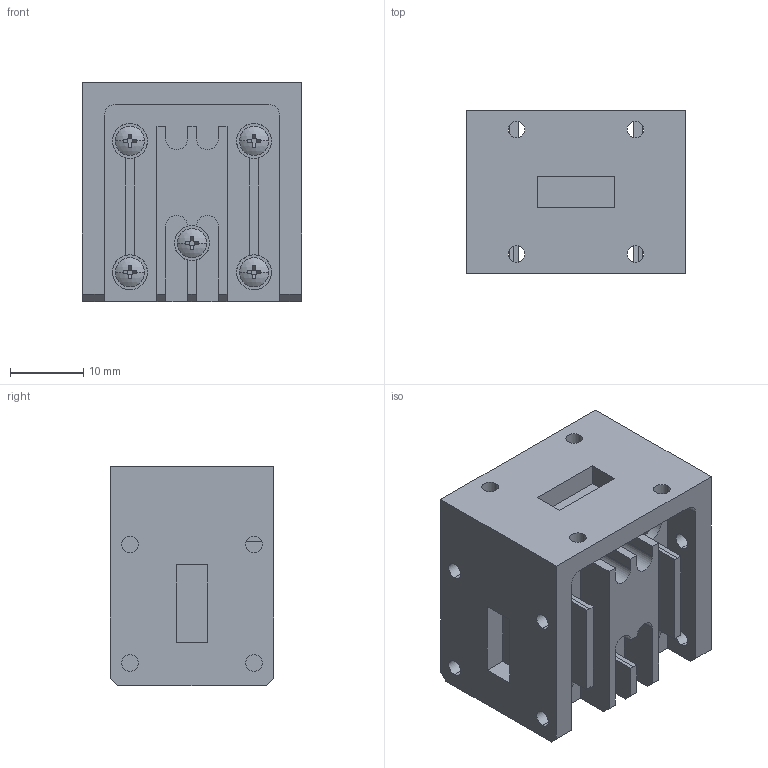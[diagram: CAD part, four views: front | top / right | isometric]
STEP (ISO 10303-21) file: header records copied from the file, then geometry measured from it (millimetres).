
FILE_DESCRIPTION (( 'STEP AP203' ), '1' );
FILE_NAME ('SNF-42-C5.STEP', '2018-03-21T23:04:39', ( '' ), ( '' ), 'SwSTEP 2.0', 'SolidWorks 2016', '' );
FILE_SCHEMA (( 'CONFIG_CONTROL_DESIGN' ));
Length unit declared in the file: millimetre
Products named in the file (1): SNF-42-C5
Bounding box: 30 x 22.4 x 30 mm (x, y, z)
Volume: 14519.2 mm3; surface area: 8292.9 mm2
Topology: 6 solids, 6 shells, 283 faces, 768 edges, 512 vertices
Faces by surface type: plane 173, cylinder 100, sphere 10
Entity records: 9179 total; most frequent: CARTESIAN_POINT 1784, DIRECTION 1558, ORIENTED_EDGE 1536, EDGE_CURVE 768, AXIS2_PLACEMENT_3D 566, VERTEX_POINT 512, LINE 426, VECTOR 426
